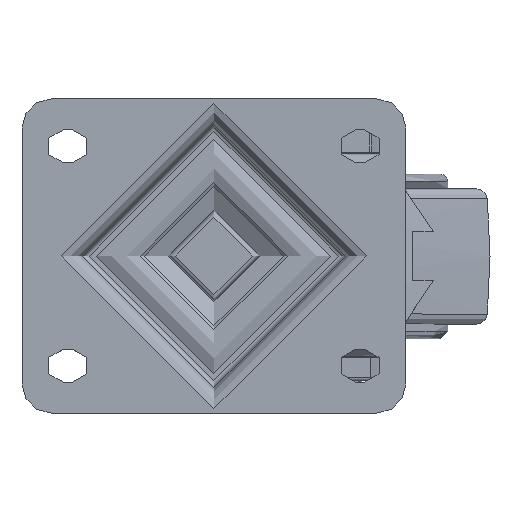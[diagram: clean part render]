
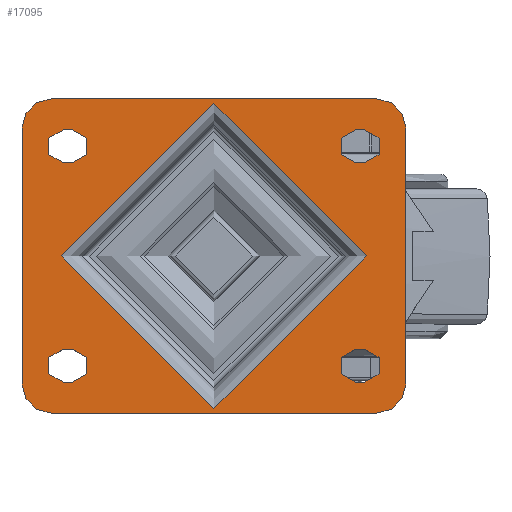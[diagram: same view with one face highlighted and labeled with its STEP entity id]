
A CAD part, top view. The second image highlights one B-rep face of the part: STEP entity #17095.
In plain terms, the highlighted planar face has unit normal (0, 0, 1).
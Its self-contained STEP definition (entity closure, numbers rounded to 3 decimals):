
#1527=FACE_BOUND('',#3341,.T.);
#1528=FACE_BOUND('',#3342,.T.);
#1529=FACE_BOUND('',#3343,.T.);
#1530=FACE_BOUND('',#3344,.T.);
#1531=FACE_BOUND('',#3345,.T.);
#1760=PLANE('',#18494);
#2286=FACE_OUTER_BOUND('',#3340,.T.);
#3340=EDGE_LOOP('',(#11875,#11876,#11877,#11878,#11879,#11880,#11881,#11882));
#3341=EDGE_LOOP('',(#11883));
#3342=EDGE_LOOP('',(#11884,#11885,#11886,#11887));
#3343=EDGE_LOOP('',(#11888,#11889,#11890,#11891));
#3344=EDGE_LOOP('',(#11892,#11893,#11894,#11895));
#3345=EDGE_LOOP('',(#11896,#11897,#11898,#11899));
#4639=LINE('',#24003,#5771);
#4641=LINE('',#24006,#5773);
#4642=LINE('',#24007,#5774);
#4643=LINE('',#24008,#5775);
#4644=LINE('',#24009,#5776);
#4645=LINE('',#24010,#5777);
#4646=LINE('',#24011,#5778);
#4647=LINE('',#24012,#5779);
#4648=LINE('',#24013,#5780);
#4649=LINE('',#24014,#5781);
#4650=LINE('',#24015,#5782);
#4651=LINE('',#24016,#5783);
#5771=VECTOR('',#20057,1000.);
#5773=VECTOR('',#20061,1000.);
#5774=VECTOR('',#20062,1000.);
#5775=VECTOR('',#20063,1000.);
#5776=VECTOR('',#20064,1000.);
#5777=VECTOR('',#20065,1000.);
#5778=VECTOR('',#20066,1000.);
#5779=VECTOR('',#20067,1000.);
#5780=VECTOR('',#20068,1000.);
#5781=VECTOR('',#20069,1000.);
#5782=VECTOR('',#20070,1000.);
#5783=VECTOR('',#20071,1000.);
#6884=CIRCLE('',#18432,4.5);
#6885=CIRCLE('',#18434,4.5);
#6888=CIRCLE('',#18438,4.5);
#6889=CIRCLE('',#18440,4.5);
#6892=CIRCLE('',#18444,4.5);
#6893=CIRCLE('',#18446,4.5);
#6896=CIRCLE('',#18450,4.5);
#6897=CIRCLE('',#18452,4.5);
#6899=CIRCLE('',#18455,41.75);
#6912=CIRCLE('',#18475,8.);
#6914=CIRCLE('',#18478,8.);
#6916=CIRCLE('',#18481,8.);
#6918=CIRCLE('',#18484,8.);
#7488=VERTEX_POINT('',#23855);
#7489=VERTEX_POINT('',#23857);
#7490=VERTEX_POINT('',#23861);
#7491=VERTEX_POINT('',#23862);
#7496=VERTEX_POINT('',#23873);
#7497=VERTEX_POINT('',#23875);
#7498=VERTEX_POINT('',#23879);
#7499=VERTEX_POINT('',#23880);
#7504=VERTEX_POINT('',#23891);
#7505=VERTEX_POINT('',#23893);
#7506=VERTEX_POINT('',#23897);
#7507=VERTEX_POINT('',#23898);
#7512=VERTEX_POINT('',#23909);
#7513=VERTEX_POINT('',#23911);
#7514=VERTEX_POINT('',#23915);
#7515=VERTEX_POINT('',#23916);
#7518=VERTEX_POINT('',#23924);
#7527=VERTEX_POINT('',#23956);
#7528=VERTEX_POINT('',#23957);
#7531=VERTEX_POINT('',#23965);
#7532=VERTEX_POINT('',#23966);
#7535=VERTEX_POINT('',#23974);
#7536=VERTEX_POINT('',#23975);
#7539=VERTEX_POINT('',#23983);
#7540=VERTEX_POINT('',#23984);
#9208=EDGE_CURVE('',#7489,#7488,#6884,.T.);
#9210=EDGE_CURVE('',#7490,#7491,#6885,.T.);
#9216=EDGE_CURVE('',#7497,#7496,#6888,.T.);
#9218=EDGE_CURVE('',#7498,#7499,#6889,.T.);
#9224=EDGE_CURVE('',#7505,#7504,#6892,.T.);
#9226=EDGE_CURVE('',#7506,#7507,#6893,.T.);
#9232=EDGE_CURVE('',#7513,#7512,#6896,.T.);
#9234=EDGE_CURVE('',#7514,#7515,#6897,.T.);
#9238=EDGE_CURVE('',#7518,#7518,#6899,.T.);
#9254=EDGE_CURVE('',#7527,#7528,#6912,.T.);
#9258=EDGE_CURVE('',#7531,#7532,#6914,.T.);
#9262=EDGE_CURVE('',#7535,#7536,#6916,.T.);
#9266=EDGE_CURVE('',#7539,#7540,#6918,.T.);
#9275=EDGE_CURVE('',#7540,#7527,#4639,.T.);
#9277=EDGE_CURVE('',#7536,#7539,#4641,.T.);
#9278=EDGE_CURVE('',#7532,#7535,#4642,.T.);
#9279=EDGE_CURVE('',#7528,#7531,#4643,.T.);
#9280=EDGE_CURVE('',#7488,#7490,#4644,.T.);
#9281=EDGE_CURVE('',#7491,#7489,#4645,.T.);
#9282=EDGE_CURVE('',#7496,#7498,#4646,.T.);
#9283=EDGE_CURVE('',#7499,#7497,#4647,.T.);
#9284=EDGE_CURVE('',#7504,#7506,#4648,.T.);
#9285=EDGE_CURVE('',#7507,#7505,#4649,.T.);
#9286=EDGE_CURVE('',#7512,#7514,#4650,.T.);
#9287=EDGE_CURVE('',#7515,#7513,#4651,.T.);
#11875=ORIENTED_EDGE('',*,*,#9266,.F.);
#11876=ORIENTED_EDGE('',*,*,#9277,.F.);
#11877=ORIENTED_EDGE('',*,*,#9262,.F.);
#11878=ORIENTED_EDGE('',*,*,#9278,.F.);
#11879=ORIENTED_EDGE('',*,*,#9258,.F.);
#11880=ORIENTED_EDGE('',*,*,#9279,.F.);
#11881=ORIENTED_EDGE('',*,*,#9254,.F.);
#11882=ORIENTED_EDGE('',*,*,#9275,.F.);
#11883=ORIENTED_EDGE('',*,*,#9238,.F.);
#11884=ORIENTED_EDGE('',*,*,#9280,.T.);
#11885=ORIENTED_EDGE('',*,*,#9210,.T.);
#11886=ORIENTED_EDGE('',*,*,#9281,.T.);
#11887=ORIENTED_EDGE('',*,*,#9208,.T.);
#11888=ORIENTED_EDGE('',*,*,#9282,.T.);
#11889=ORIENTED_EDGE('',*,*,#9218,.T.);
#11890=ORIENTED_EDGE('',*,*,#9283,.T.);
#11891=ORIENTED_EDGE('',*,*,#9216,.T.);
#11892=ORIENTED_EDGE('',*,*,#9284,.T.);
#11893=ORIENTED_EDGE('',*,*,#9226,.T.);
#11894=ORIENTED_EDGE('',*,*,#9285,.T.);
#11895=ORIENTED_EDGE('',*,*,#9224,.T.);
#11896=ORIENTED_EDGE('',*,*,#9286,.T.);
#11897=ORIENTED_EDGE('',*,*,#9234,.T.);
#11898=ORIENTED_EDGE('',*,*,#9287,.T.);
#11899=ORIENTED_EDGE('',*,*,#9232,.T.);
#17095=ADVANCED_FACE('',(#2286,#1527,#1528,#1529,#1530,#1531),#1760,.T.);
#18432=AXIS2_PLACEMENT_3D('',#23858,#19906,#19907);
#18434=AXIS2_PLACEMENT_3D('',#23863,#19911,#19912);
#18438=AXIS2_PLACEMENT_3D('',#23876,#19922,#19923);
#18440=AXIS2_PLACEMENT_3D('',#23881,#19927,#19928);
#18444=AXIS2_PLACEMENT_3D('',#23894,#19938,#19939);
#18446=AXIS2_PLACEMENT_3D('',#23899,#19943,#19944);
#18450=AXIS2_PLACEMENT_3D('',#23912,#19954,#19955);
#18452=AXIS2_PLACEMENT_3D('',#23917,#19959,#19960);
#18455=AXIS2_PLACEMENT_3D('',#23925,#19967,#19968);
#18475=AXIS2_PLACEMENT_3D('',#23958,#20010,#20011);
#18478=AXIS2_PLACEMENT_3D('',#23967,#20018,#20019);
#18481=AXIS2_PLACEMENT_3D('',#23976,#20026,#20027);
#18484=AXIS2_PLACEMENT_3D('',#23985,#20034,#20035);
#18494=AXIS2_PLACEMENT_3D('',#24005,#20059,#20060);
#19906=DIRECTION('center_axis',(0.,0.,-1.));
#19907=DIRECTION('ref_axis',(-1.,0.,0.));
#19911=DIRECTION('center_axis',(0.,0.,-1.));
#19912=DIRECTION('ref_axis',(-1.,0.,0.));
#19922=DIRECTION('center_axis',(0.,0.,-1.));
#19923=DIRECTION('ref_axis',(-1.,0.,0.));
#19927=DIRECTION('center_axis',(0.,0.,-1.));
#19928=DIRECTION('ref_axis',(-1.,0.,0.));
#19938=DIRECTION('center_axis',(0.,0.,-1.));
#19939=DIRECTION('ref_axis',(1.,0.,0.));
#19943=DIRECTION('center_axis',(0.,0.,-1.));
#19944=DIRECTION('ref_axis',(1.,0.,0.));
#19954=DIRECTION('center_axis',(0.,0.,-1.));
#19955=DIRECTION('ref_axis',(1.,0.,0.));
#19959=DIRECTION('center_axis',(0.,0.,-1.));
#19960=DIRECTION('ref_axis',(1.,0.,0.));
#19967=DIRECTION('center_axis',(0.,0.,1.));
#19968=DIRECTION('ref_axis',(1.,0.,0.));
#20010=DIRECTION('center_axis',(0.,0.,-1.));
#20011=DIRECTION('ref_axis',(-0.707,0.707,0.));
#20018=DIRECTION('center_axis',(0.,0.,-1.));
#20019=DIRECTION('ref_axis',(0.707,0.707,0.));
#20026=DIRECTION('center_axis',(0.,0.,-1.));
#20027=DIRECTION('ref_axis',(0.707,-0.707,0.));
#20034=DIRECTION('center_axis',(0.,0.,-1.));
#20035=DIRECTION('ref_axis',(-0.707,-0.707,0.));
#20057=DIRECTION('',(0.,1.,0.));
#20059=DIRECTION('center_axis',(0.,0.,1.));
#20060=DIRECTION('ref_axis',(1.,0.,0.));
#20061=DIRECTION('',(-1.,0.,0.));
#20062=DIRECTION('',(0.,-1.,0.));
#20063=DIRECTION('',(1.,0.,0.));
#20064=DIRECTION('',(-1.,0.,0.));
#20065=DIRECTION('',(1.,0.,0.));
#20066=DIRECTION('',(-1.,0.,0.));
#20067=DIRECTION('',(1.,0.,0.));
#20068=DIRECTION('',(1.,0.,0.));
#20069=DIRECTION('',(-1.,0.,0.));
#20070=DIRECTION('',(1.,0.,0.));
#20071=DIRECTION('',(-1.,0.,0.));
#23855=CARTESIAN_POINT('',(41.25,-34.5,0.));
#23857=CARTESIAN_POINT('',(41.25,-25.5,0.));
#23858=CARTESIAN_POINT('Origin',(41.25,-30.,0.));
#23861=CARTESIAN_POINT('',(38.75,-34.5,0.));
#23862=CARTESIAN_POINT('',(38.75,-25.5,0.));
#23863=CARTESIAN_POINT('Origin',(38.75,-30.,0.));
#23873=CARTESIAN_POINT('',(41.25,25.5,0.));
#23875=CARTESIAN_POINT('',(41.25,34.5,0.));
#23876=CARTESIAN_POINT('Origin',(41.25,30.,0.));
#23879=CARTESIAN_POINT('',(38.75,25.5,0.));
#23880=CARTESIAN_POINT('',(38.75,34.5,0.));
#23881=CARTESIAN_POINT('Origin',(38.75,30.,0.));
#23891=CARTESIAN_POINT('',(-41.25,-25.5,0.));
#23893=CARTESIAN_POINT('',(-41.25,-34.5,0.));
#23894=CARTESIAN_POINT('Origin',(-41.25,-30.,0.));
#23897=CARTESIAN_POINT('',(-38.75,-25.5,0.));
#23898=CARTESIAN_POINT('',(-38.75,-34.5,0.));
#23899=CARTESIAN_POINT('Origin',(-38.75,-30.,0.));
#23909=CARTESIAN_POINT('',(-41.25,34.5,0.));
#23911=CARTESIAN_POINT('',(-41.25,25.5,0.));
#23912=CARTESIAN_POINT('Origin',(-41.25,30.,0.));
#23915=CARTESIAN_POINT('',(-38.75,34.5,0.));
#23916=CARTESIAN_POINT('',(-38.75,25.5,0.));
#23917=CARTESIAN_POINT('Origin',(-38.75,30.,0.));
#23924=CARTESIAN_POINT('',(41.75,0.,0.));
#23925=CARTESIAN_POINT('Origin',(0.,0.,0.));
#23956=CARTESIAN_POINT('',(-52.5,35.,0.));
#23957=CARTESIAN_POINT('',(-44.5,43.,0.));
#23958=CARTESIAN_POINT('Origin',(-44.5,35.,0.));
#23965=CARTESIAN_POINT('',(44.5,43.,0.));
#23966=CARTESIAN_POINT('',(52.5,35.,0.));
#23967=CARTESIAN_POINT('Origin',(44.5,35.,0.));
#23974=CARTESIAN_POINT('',(52.5,-35.,0.));
#23975=CARTESIAN_POINT('',(44.5,-43.,0.));
#23976=CARTESIAN_POINT('Origin',(44.5,-35.,0.));
#23983=CARTESIAN_POINT('',(-44.5,-43.,0.));
#23984=CARTESIAN_POINT('',(-52.5,-35.,0.));
#23985=CARTESIAN_POINT('Origin',(-44.5,-35.,0.));
#24003=CARTESIAN_POINT('',(-52.5,-43.,0.));
#24005=CARTESIAN_POINT('Origin',(0.,0.,0.));
#24006=CARTESIAN_POINT('',(52.5,-43.,0.));
#24007=CARTESIAN_POINT('',(52.5,43.,0.));
#24008=CARTESIAN_POINT('',(-52.5,43.,0.));
#24009=CARTESIAN_POINT('',(41.25,-34.5,0.));
#24010=CARTESIAN_POINT('',(41.25,-25.5,0.));
#24011=CARTESIAN_POINT('',(41.25,25.5,0.));
#24012=CARTESIAN_POINT('',(41.25,34.5,0.));
#24013=CARTESIAN_POINT('',(-41.25,-25.5,0.));
#24014=CARTESIAN_POINT('',(-41.25,-34.5,0.));
#24015=CARTESIAN_POINT('',(-41.25,34.5,0.));
#24016=CARTESIAN_POINT('',(-41.25,25.5,0.));
